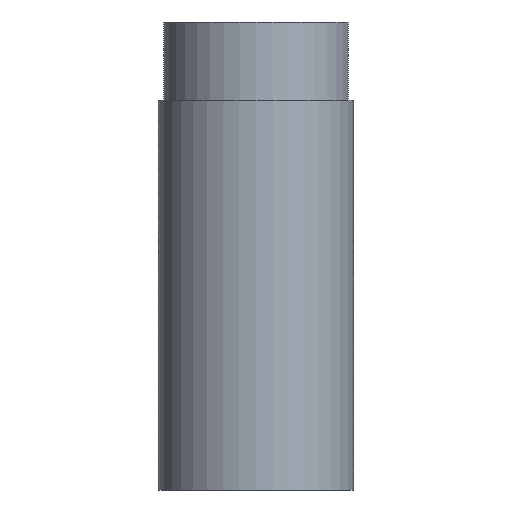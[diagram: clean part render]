
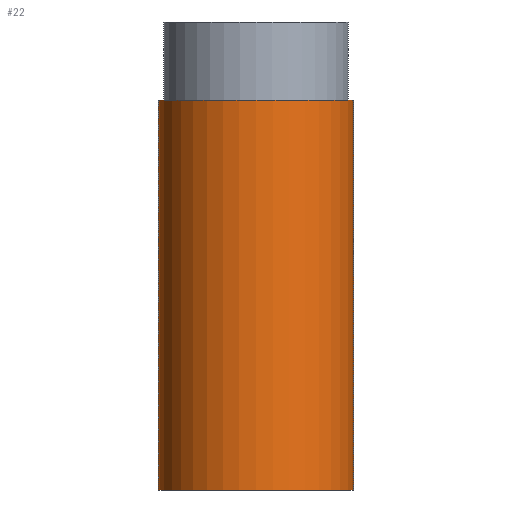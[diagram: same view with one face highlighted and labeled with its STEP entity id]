
A CAD part, front view. The second image highlights one B-rep face of the part: STEP entity #22.
In plain terms, the highlighted cylindrical face has radius 15.875 mm (diameter 31.75 mm), a partial arc.
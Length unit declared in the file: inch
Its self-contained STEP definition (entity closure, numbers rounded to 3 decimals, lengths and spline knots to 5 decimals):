
#3 = ORIENTED_EDGE ( 'NONE', *, *, #216, .T. ) ;
#7 = DIRECTION ( 'NONE',  ( -1., 0., 0. ) ) ;
#10 = EDGE_CURVE ( 'NONE', #12, #61, #83, .T. ) ;
#12 = VERTEX_POINT ( 'NONE', #265 ) ;
#22 = ADVANCED_FACE ( 'NONE', ( #267 ), #213, .T. ) ;
#30 = CARTESIAN_POINT ( 'NONE',  ( 0.625, 0., 0. ) ) ;
#45 = EDGE_LOOP ( 'NONE', ( #140, #146, #309, #3 ) ) ;
#55 = DIRECTION ( 'NONE',  ( 0., 0., -1. ) ) ;
#58 = CARTESIAN_POINT ( 'NONE',  ( -0.625, 0., 2.5 ) ) ;
#61 = VERTEX_POINT ( 'NONE', #30 ) ;
#83 = LINE ( 'NONE', #141, #239 ) ;
#91 = AXIS2_PLACEMENT_3D ( 'NONE', #137, #55, #7 ) ;
#110 = DIRECTION ( 'NONE',  ( 0., 0., -1. ) ) ;
#115 = DIRECTION ( 'NONE',  ( 1., 0., 0. ) ) ;
#116 = VERTEX_POINT ( 'NONE', #58 ) ;
#120 = VERTEX_POINT ( 'NONE', #209 ) ;
#121 = DIRECTION ( 'NONE',  ( 0., 0., 1. ) ) ;
#137 = CARTESIAN_POINT ( 'NONE',  ( 0., 0., 2.5 ) ) ;
#140 = ORIENTED_EDGE ( 'NONE', *, *, #10, .F. ) ;
#141 = CARTESIAN_POINT ( 'NONE',  ( 0.625, 0., 2.5 ) ) ;
#145 = CARTESIAN_POINT ( 'NONE',  ( -0.625, 0., 2.5 ) ) ;
#146 = ORIENTED_EDGE ( 'NONE', *, *, #294, .F. ) ;
#168 = DIRECTION ( 'NONE',  ( 0., 0., -1. ) ) ;
#175 = LINE ( 'NONE', #145, #284 ) ;
#191 = AXIS2_PLACEMENT_3D ( 'NONE', #306, #121, #219 ) ;
#209 = CARTESIAN_POINT ( 'NONE',  ( -0.625, 0., 0. ) ) ;
#213 = CYLINDRICAL_SURFACE ( 'NONE', #91, 0.625 ) ;
#215 = CARTESIAN_POINT ( 'NONE',  ( 0., 0., 2.5 ) ) ;
#216 = EDGE_CURVE ( 'NONE', #120, #61, #256, .T. ) ;
#219 = DIRECTION ( 'NONE',  ( 1., 0., 0. ) ) ;
#239 = VECTOR ( 'NONE', #110, 39.37008 ) ;
#243 = DIRECTION ( 'NONE',  ( 0., 0., 1. ) ) ;
#256 = CIRCLE ( 'NONE', #191, 0.625 ) ;
#265 = CARTESIAN_POINT ( 'NONE',  ( 0.625, 0., 2.5 ) ) ;
#267 = FACE_OUTER_BOUND ( 'NONE', #45, .T. ) ;
#284 = VECTOR ( 'NONE', #168, 39.37008 ) ;
#285 = CIRCLE ( 'NONE', #293, 0.625 ) ;
#293 = AXIS2_PLACEMENT_3D ( 'NONE', #215, #243, #115 ) ;
#294 = EDGE_CURVE ( 'NONE', #116, #12, #285, .T. ) ;
#306 = CARTESIAN_POINT ( 'NONE',  ( 0., 0., 0. ) ) ;
#309 = ORIENTED_EDGE ( 'NONE', *, *, #332, .T. ) ;
#332 = EDGE_CURVE ( 'NONE', #116, #120, #175, .T. ) ;
